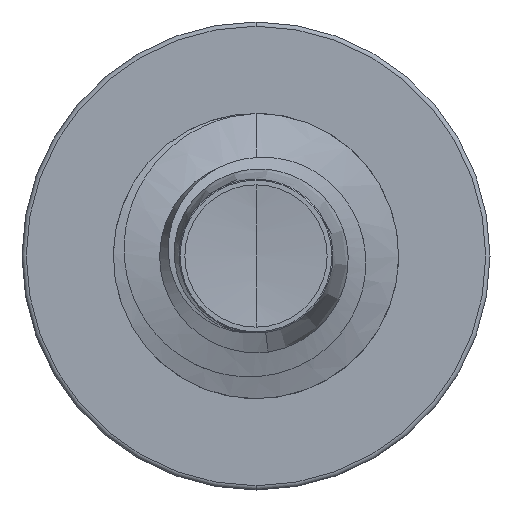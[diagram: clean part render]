
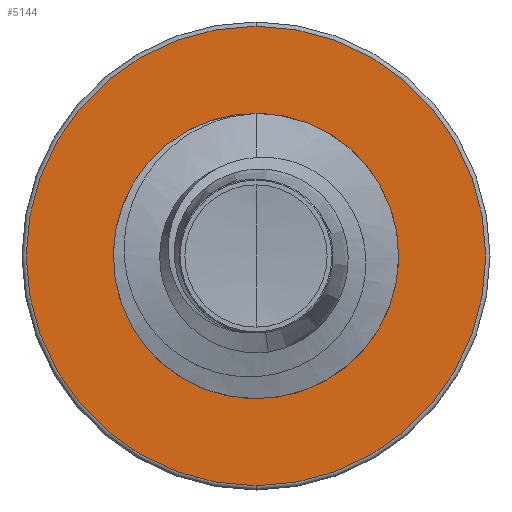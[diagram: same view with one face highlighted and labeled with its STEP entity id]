
A CAD part, front view. The second image highlights one B-rep face of the part: STEP entity #5144.
In plain terms, the highlighted planar face has unit normal (0, -1, 0).
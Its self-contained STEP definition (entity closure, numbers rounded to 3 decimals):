
#242 = DIRECTION ( 'NONE',  ( 0., 1., 0. ) ) ;
#287 = CARTESIAN_POINT ( 'NONE',  ( 0., 7.5, 0. ) ) ;
#350 = CIRCLE ( 'NONE', #5973, 2.415 ) ;
#1191 = DIRECTION ( 'NONE',  ( 0., 0., 1. ) ) ;
#1224 = CIRCLE ( 'NONE', #1338, 2.415 ) ;
#1338 = AXIS2_PLACEMENT_3D ( 'NONE', #287, #6715, #1191 ) ;
#1353 = CARTESIAN_POINT ( 'NONE',  ( 0., 7.5, -2.415 ) ) ;
#2020 = CARTESIAN_POINT ( 'NONE',  ( 0., 7.5, 4.025 ) ) ;
#2883 = CARTESIAN_POINT ( 'NONE',  ( 0., 7.5, 0. ) ) ;
#3571 = AXIS2_PLACEMENT_3D ( 'NONE', #2883, #9343, #3815 ) ;
#3634 = DIRECTION ( 'NONE',  ( 0., 1., 0. ) ) ;
#3815 = DIRECTION ( 'NONE',  ( 0., 0., 1. ) ) ;
#4230 = ORIENTED_EDGE ( 'NONE', *, *, #4302, .T. ) ;
#4302 = EDGE_CURVE ( 'NONE', #8191, #11598, #1224, .T. ) ;
#5090 = CIRCLE ( 'NONE', #9125, 4.025 ) ;
#5144 = ADVANCED_FACE ( 'NONE', ( #9864, #7430 ), #10873, .F. ) ;
#5227 = CARTESIAN_POINT ( 'NONE',  ( 0., 7.5, 2.415 ) ) ;
#5353 = VERTEX_POINT ( 'NONE', #11051 ) ;
#5551 = ORIENTED_EDGE ( 'NONE', *, *, #5709, .F. ) ;
#5709 = EDGE_CURVE ( 'NONE', #6547, #5353, #11166, .T. ) ;
#5721 = CARTESIAN_POINT ( 'NONE',  ( 0., 7.5, 0. ) ) ;
#5973 = AXIS2_PLACEMENT_3D ( 'NONE', #9152, #3634, #10075 ) ;
#6294 = DIRECTION ( 'NONE',  ( 0., 0., 1. ) ) ;
#6547 = VERTEX_POINT ( 'NONE', #2020 ) ;
#6578 = EDGE_CURVE ( 'NONE', #5353, #6547, #5090, .T. ) ;
#6663 = DIRECTION ( 'NONE',  ( 0., 0., 1. ) ) ;
#6715 = DIRECTION ( 'NONE',  ( 0., 1., 0. ) ) ;
#7089 = ORIENTED_EDGE ( 'NONE', *, *, #6578, .F. ) ;
#7430 = FACE_BOUND ( 'NONE', #8040, .T. ) ;
#8040 = EDGE_LOOP ( 'NONE', ( #9214, #4230 ) ) ;
#8191 = VERTEX_POINT ( 'NONE', #1353 ) ;
#9010 = CARTESIAN_POINT ( 'NONE',  ( 0., 7.5, -2.415 ) ) ;
#9125 = AXIS2_PLACEMENT_3D ( 'NONE', #5721, #242, #6663 ) ;
#9152 = CARTESIAN_POINT ( 'NONE',  ( 0., 7.5, 0. ) ) ;
#9214 = ORIENTED_EDGE ( 'NONE', *, *, #11050, .T. ) ;
#9343 = DIRECTION ( 'NONE',  ( 0., 1., 0. ) ) ;
#9864 = FACE_OUTER_BOUND ( 'NONE', #10883, .T. ) ;
#10075 = DIRECTION ( 'NONE',  ( 0., 0., 1. ) ) ;
#10586 = AXIS2_PLACEMENT_3D ( 'NONE', #9010, #11802, #6294 ) ;
#10873 = PLANE ( 'NONE',  #10586 ) ;
#10883 = EDGE_LOOP ( 'NONE', ( #5551, #7089 ) ) ;
#11050 = EDGE_CURVE ( 'NONE', #11598, #8191, #350, .T. ) ;
#11051 = CARTESIAN_POINT ( 'NONE',  ( 0., 7.5, -4.025 ) ) ;
#11166 = CIRCLE ( 'NONE', #3571, 4.025 ) ;
#11598 = VERTEX_POINT ( 'NONE', #5227 ) ;
#11802 = DIRECTION ( 'NONE',  ( 0., 1., 0. ) ) ;
